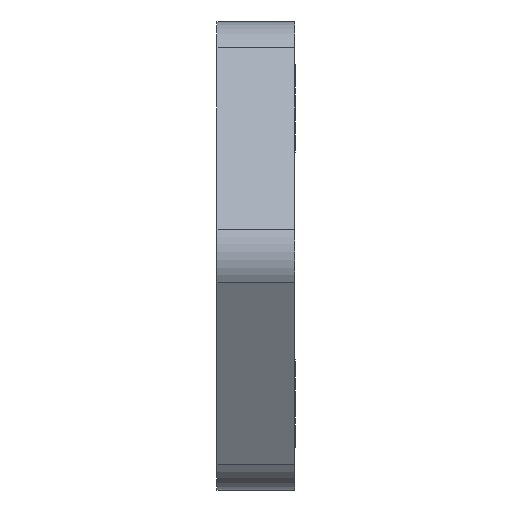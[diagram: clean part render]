
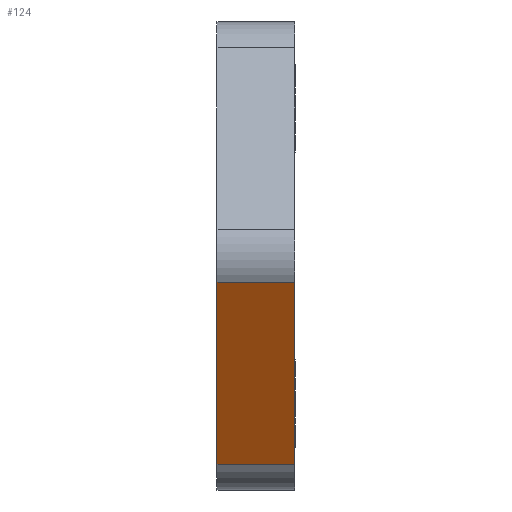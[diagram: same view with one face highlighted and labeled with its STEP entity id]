
A CAD part, left-side view. The second image highlights one B-rep face of the part: STEP entity #124.
In plain terms, the highlighted planar face has unit normal (-0.862, 0, -0.506).
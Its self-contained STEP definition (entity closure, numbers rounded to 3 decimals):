
#3 = VERTEX_POINT ( 'NONE', #734 ) ;
#25 = EDGE_CURVE ( 'NONE', #355, #287, #250, .T. ) ;
#83 = PLANE ( 'NONE',  #277 ) ;
#92 = DIRECTION ( 'NONE',  ( 0.862, 0., 0.506 ) ) ;
#93 = DIRECTION ( 'NONE',  ( 0., -1., 0. ) ) ;
#114 = CARTESIAN_POINT ( 'NONE',  ( -73.187, 1.5, -8.013 ) ) ;
#124 = ADVANCED_FACE ( 'NONE', ( #772 ), #83, .F. ) ;
#148 = LINE ( 'NONE', #635, #571 ) ;
#207 = ORIENTED_EDGE ( 'NONE', *, *, #386, .T. ) ;
#219 = EDGE_CURVE ( 'NONE', #526, #3, #148, .T. ) ;
#232 = CARTESIAN_POINT ( 'NONE',  ( -73.187, 1.5, -8.013 ) ) ;
#239 = DIRECTION ( 'NONE',  ( -0.506, 0., 0.862 ) ) ;
#250 = LINE ( 'NONE', #870, #307 ) ;
#277 = AXIS2_PLACEMENT_3D ( 'NONE', #357, #92, #369 ) ;
#287 = VERTEX_POINT ( 'NONE', #586 ) ;
#301 = VECTOR ( 'NONE', #887, 1000. ) ;
#307 = VECTOR ( 'NONE', #239, 1000. ) ;
#355 = VERTEX_POINT ( 'NONE', #114 ) ;
#357 = CARTESIAN_POINT ( 'NONE',  ( -72.607, 1.5, -9. ) ) ;
#369 = DIRECTION ( 'NONE',  ( 0.506, 0., -0.862 ) ) ;
#386 = EDGE_CURVE ( 'NONE', #3, #287, #674, .T. ) ;
#459 = VECTOR ( 'NONE', #93, 1000. ) ;
#478 = CARTESIAN_POINT ( 'NONE',  ( -73.187, -1.5, -8.013 ) ) ;
#504 = LINE ( 'NONE', #232, #459 ) ;
#526 = VERTEX_POINT ( 'NONE', #478 ) ;
#535 = CARTESIAN_POINT ( 'NONE',  ( -77.296, 1.5, -1.013 ) ) ;
#553 = EDGE_LOOP ( 'NONE', ( #676, #207, #827, #613 ) ) ;
#571 = VECTOR ( 'NONE', #644, 1000. ) ;
#586 = CARTESIAN_POINT ( 'NONE',  ( -77.296, 1.5, -1.013 ) ) ;
#613 = ORIENTED_EDGE ( 'NONE', *, *, #657, .T. ) ;
#635 = CARTESIAN_POINT ( 'NONE',  ( -72.607, -1.5, -9. ) ) ;
#644 = DIRECTION ( 'NONE',  ( -0.506, 0., 0.862 ) ) ;
#657 = EDGE_CURVE ( 'NONE', #355, #526, #504, .T. ) ;
#674 = LINE ( 'NONE', #535, #301 ) ;
#676 = ORIENTED_EDGE ( 'NONE', *, *, #219, .T. ) ;
#734 = CARTESIAN_POINT ( 'NONE',  ( -77.296, -1.5, -1.013 ) ) ;
#772 = FACE_OUTER_BOUND ( 'NONE', #553, .T. ) ;
#827 = ORIENTED_EDGE ( 'NONE', *, *, #25, .F. ) ;
#870 = CARTESIAN_POINT ( 'NONE',  ( -72.607, 1.5, -9. ) ) ;
#887 = DIRECTION ( 'NONE',  ( 0., 1., 0. ) ) ;
